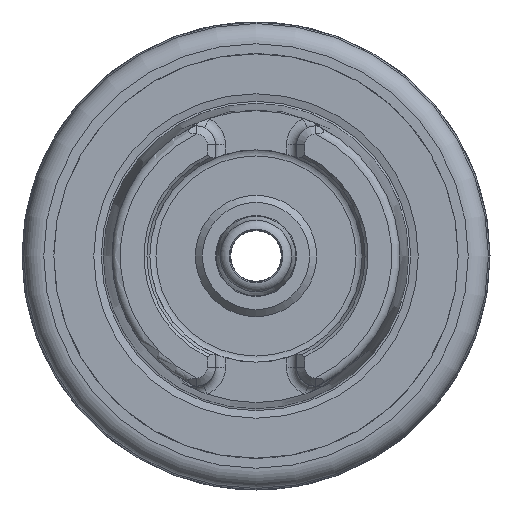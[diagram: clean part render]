
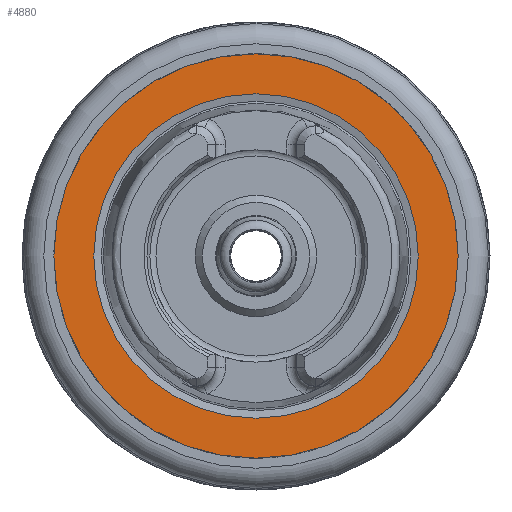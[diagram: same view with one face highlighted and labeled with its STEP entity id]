
A CAD part, left-side view. The second image highlights one B-rep face of the part: STEP entity #4880.
In plain terms, the highlighted planar face has unit normal (-1, 0, 0).
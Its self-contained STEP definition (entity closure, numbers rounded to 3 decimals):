
#3967=CARTESIAN_POINT('',(0.0,20.0,0.0));
#3968=VERTEX_POINT('',#3967);
#3969=CARTESIAN_POINT('',(0.0,0.0,0.0));
#3970=DIRECTION('',(1.0,0.0,0.0));
#3971=DIRECTION('',(0.0,1.0,0.0));
#3972=AXIS2_PLACEMENT_3D('',#3969,#3970,#3971);
#3973=CIRCLE('',#3972,20.0);
#3974=EDGE_CURVE('',#3968,#3968,#3973,.T.);
#4854=CARTESIAN_POINT('',(0.0,16.046,0.0));
#4855=VERTEX_POINT('',#4854);
#4856=CARTESIAN_POINT('',(0.0,0.0,0.0));
#4857=DIRECTION('',(1.0,0.0,0.0));
#4858=DIRECTION('',(0.0,1.0,0.0));
#4859=AXIS2_PLACEMENT_3D('',#4856,#4857,#4858);
#4860=CIRCLE('',#4859,16.046);
#4861=EDGE_CURVE('',#4855,#4855,#4860,.T.);
#4869=CARTESIAN_POINT('',(0.0,18.023,0.0));
#4870=DIRECTION('',(-1.0,0.0,0.0));
#4871=DIRECTION('',(0.0,0.0,1.0));
#4872=AXIS2_PLACEMENT_3D('',#4869,#4870,#4871);
#4873=PLANE('',#4872);
#4874=ORIENTED_EDGE('',*,*,#3974,.F.);
#4875=EDGE_LOOP('',(#4874));
#4876=FACE_OUTER_BOUND('',#4875,.T.);
#4877=ORIENTED_EDGE('',*,*,#4861,.T.);
#4878=EDGE_LOOP('',(#4877));
#4879=FACE_BOUND('',#4878,.T.);
#4880=ADVANCED_FACE('',(#4876,#4879),#4873,.T.);
